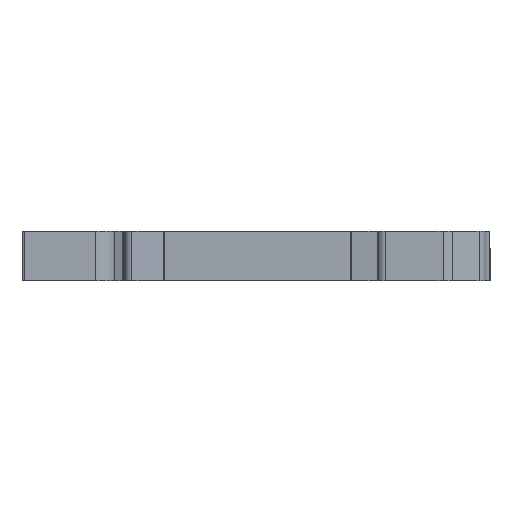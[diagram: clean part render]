
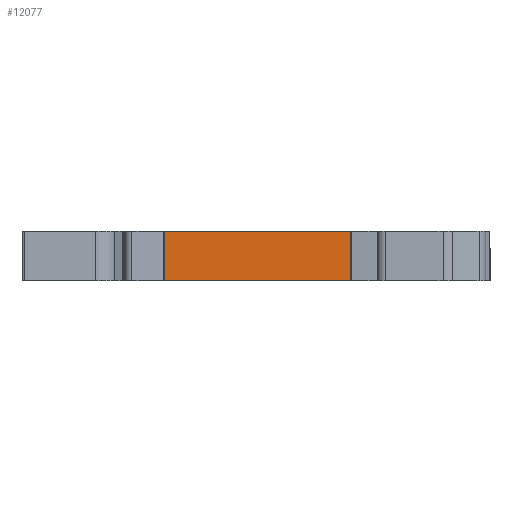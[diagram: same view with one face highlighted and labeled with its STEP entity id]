
A CAD part, front view. The second image highlights one B-rep face of the part: STEP entity #12077.
In plain terms, the highlighted planar face has unit normal (0, -1, 0).
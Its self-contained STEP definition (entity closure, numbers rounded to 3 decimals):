
#164 = PLANE('',#165);
#165 = AXIS2_PLACEMENT_3D('',#166,#167,#168);
#166 = CARTESIAN_POINT('',(0.,0.,0.));
#167 = DIRECTION('',(0.,0.,1.));
#168 = DIRECTION('',(1.,0.,0.));
#851 = PLANE('',#852);
#852 = AXIS2_PLACEMENT_3D('',#853,#854,#855);
#853 = CARTESIAN_POINT('',(0.,0.,-6.1));
#854 = DIRECTION('',(0.,0.,1.));
#855 = DIRECTION('',(1.,0.,0.));
#6674 = VERTEX_POINT('',#6675);
#6675 = CARTESIAN_POINT('',(-11.321,0.3,-6.1));
#6694 = CYLINDRICAL_SURFACE('',#6695,1.);
#6695 = AXIS2_PLACEMENT_3D('',#6696,#6697,#6698);
#6696 = CARTESIAN_POINT('',(-11.321,-0.7,0.));
#6697 = DIRECTION('',(0.,0.,1.));
#6698 = DIRECTION('',(1.,0.,0.));
#6706 = EDGE_CURVE('',#6674,#6707,#6709,.T.);
#6707 = VERTEX_POINT('',#6708);
#6708 = CARTESIAN_POINT('',(11.721,0.3,-6.1));
#6709 = SURFACE_CURVE('',#6710,(#6714,#6721),.PCURVE_S1.);
#6710 = LINE('',#6711,#6712);
#6711 = CARTESIAN_POINT('',(-11.321,0.3,-6.1));
#6712 = VECTOR('',#6713,1.);
#6713 = DIRECTION('',(1.,0.,0.));
#6714 = PCURVE('',#851,#6715);
#6715 = DEFINITIONAL_REPRESENTATION('',(#6716),#6720);
#6716 = LINE('',#6717,#6718);
#6717 = CARTESIAN_POINT('',(-11.321,0.3));
#6718 = VECTOR('',#6719,1.);
#6719 = DIRECTION('',(1.,0.));
#6720 = ( GEOMETRIC_REPRESENTATION_CONTEXT(2) 
PARAMETRIC_REPRESENTATION_CONTEXT() REPRESENTATION_CONTEXT('2D SPACE',''
  ) );
#6721 = PCURVE('',#6722,#6727);
#6722 = PLANE('',#6723);
#6723 = AXIS2_PLACEMENT_3D('',#6724,#6725,#6726);
#6724 = CARTESIAN_POINT('',(11.721,0.3,0.));
#6725 = DIRECTION('',(0.,1.,0.));
#6726 = DIRECTION('',(-1.,0.,0.));
#6727 = DEFINITIONAL_REPRESENTATION('',(#6728),#6732);
#6728 = LINE('',#6729,#6730);
#6729 = CARTESIAN_POINT('',(23.042,-6.1));
#6730 = VECTOR('',#6731,1.);
#6731 = DIRECTION('',(-1.,0.));
#6732 = ( GEOMETRIC_REPRESENTATION_CONTEXT(2) 
PARAMETRIC_REPRESENTATION_CONTEXT() REPRESENTATION_CONTEXT('2D SPACE',''
  ) );
#6755 = CYLINDRICAL_SURFACE('',#6756,1.);
#6756 = AXIS2_PLACEMENT_3D('',#6757,#6758,#6759);
#6757 = CARTESIAN_POINT('',(11.721,-0.7,0.));
#6758 = DIRECTION('',(0.,0.,1.));
#6759 = DIRECTION('',(1.,0.,0.));
#9827 = VERTEX_POINT('',#9828);
#9828 = CARTESIAN_POINT('',(11.721,0.3,0.));
#9850 = EDGE_CURVE('',#9827,#9851,#9853,.T.);
#9851 = VERTEX_POINT('',#9852);
#9852 = CARTESIAN_POINT('',(-11.321,0.3,0.));
#9853 = SURFACE_CURVE('',#9854,(#9858,#9865),.PCURVE_S1.);
#9854 = LINE('',#9855,#9856);
#9855 = CARTESIAN_POINT('',(11.721,0.3,0.));
#9856 = VECTOR('',#9857,1.);
#9857 = DIRECTION('',(-1.,0.,0.));
#9858 = PCURVE('',#164,#9859);
#9859 = DEFINITIONAL_REPRESENTATION('',(#9860),#9864);
#9860 = LINE('',#9861,#9862);
#9861 = CARTESIAN_POINT('',(11.721,0.3));
#9862 = VECTOR('',#9863,1.);
#9863 = DIRECTION('',(-1.,0.));
#9864 = ( GEOMETRIC_REPRESENTATION_CONTEXT(2) 
PARAMETRIC_REPRESENTATION_CONTEXT() REPRESENTATION_CONTEXT('2D SPACE',''
  ) );
#9865 = PCURVE('',#6722,#9866);
#9866 = DEFINITIONAL_REPRESENTATION('',(#9867),#9871);
#9867 = LINE('',#9868,#9869);
#9868 = CARTESIAN_POINT('',(0.,0.));
#9869 = VECTOR('',#9870,1.);
#9870 = DIRECTION('',(1.,0.));
#9871 = ( GEOMETRIC_REPRESENTATION_CONTEXT(2) 
PARAMETRIC_REPRESENTATION_CONTEXT() REPRESENTATION_CONTEXT('2D SPACE',''
  ) );
#12055 = EDGE_CURVE('',#9851,#6674,#12056,.T.);
#12056 = SURFACE_CURVE('',#12057,(#12061,#12068),.PCURVE_S1.);
#12057 = LINE('',#12058,#12059);
#12058 = CARTESIAN_POINT('',(-11.321,0.3,0.));
#12059 = VECTOR('',#12060,1.);
#12060 = DIRECTION('',(0.,0.,-1.));
#12061 = PCURVE('',#6694,#12062);
#12062 = DEFINITIONAL_REPRESENTATION('',(#12063),#12067);
#12063 = LINE('',#12064,#12065);
#12064 = CARTESIAN_POINT('',(1.571,0.));
#12065 = VECTOR('',#12066,1.);
#12066 = DIRECTION('',(0.,-1.));
#12067 = ( GEOMETRIC_REPRESENTATION_CONTEXT(2) 
PARAMETRIC_REPRESENTATION_CONTEXT() REPRESENTATION_CONTEXT('2D SPACE',''
  ) );
#12068 = PCURVE('',#6722,#12069);
#12069 = DEFINITIONAL_REPRESENTATION('',(#12070),#12074);
#12070 = LINE('',#12071,#12072);
#12071 = CARTESIAN_POINT('',(23.042,0.));
#12072 = VECTOR('',#12073,1.);
#12073 = DIRECTION('',(0.,-1.));
#12074 = ( GEOMETRIC_REPRESENTATION_CONTEXT(2) 
PARAMETRIC_REPRESENTATION_CONTEXT() REPRESENTATION_CONTEXT('2D SPACE',''
  ) );
#12077 = ADVANCED_FACE('',(#12078),#6722,.F.);
#12078 = FACE_BOUND('',#12079,.F.);
#12079 = EDGE_LOOP('',(#12080,#12081,#12082,#12083));
#12080 = ORIENTED_EDGE('',*,*,#6706,.F.);
#12081 = ORIENTED_EDGE('',*,*,#12055,.F.);
#12082 = ORIENTED_EDGE('',*,*,#9850,.F.);
#12083 = ORIENTED_EDGE('',*,*,#12084,.F.);
#12084 = EDGE_CURVE('',#6707,#9827,#12085,.T.);
#12085 = SURFACE_CURVE('',#12086,(#12090,#12097),.PCURVE_S1.);
#12086 = LINE('',#12087,#12088);
#12087 = CARTESIAN_POINT('',(11.721,0.3,-6.1));
#12088 = VECTOR('',#12089,1.);
#12089 = DIRECTION('',(0.,0.,1.));
#12090 = PCURVE('',#6722,#12091);
#12091 = DEFINITIONAL_REPRESENTATION('',(#12092),#12096);
#12092 = LINE('',#12093,#12094);
#12093 = CARTESIAN_POINT('',(0.,-6.1));
#12094 = VECTOR('',#12095,1.);
#12095 = DIRECTION('',(0.,1.));
#12096 = ( GEOMETRIC_REPRESENTATION_CONTEXT(2) 
PARAMETRIC_REPRESENTATION_CONTEXT() REPRESENTATION_CONTEXT('2D SPACE',''
  ) );
#12097 = PCURVE('',#6755,#12098);
#12098 = DEFINITIONAL_REPRESENTATION('',(#12099),#12103);
#12099 = LINE('',#12100,#12101);
#12100 = CARTESIAN_POINT('',(1.571,-6.1));
#12101 = VECTOR('',#12102,1.);
#12102 = DIRECTION('',(0.,1.));
#12103 = ( GEOMETRIC_REPRESENTATION_CONTEXT(2) 
PARAMETRIC_REPRESENTATION_CONTEXT() REPRESENTATION_CONTEXT('2D SPACE',''
  ) );
